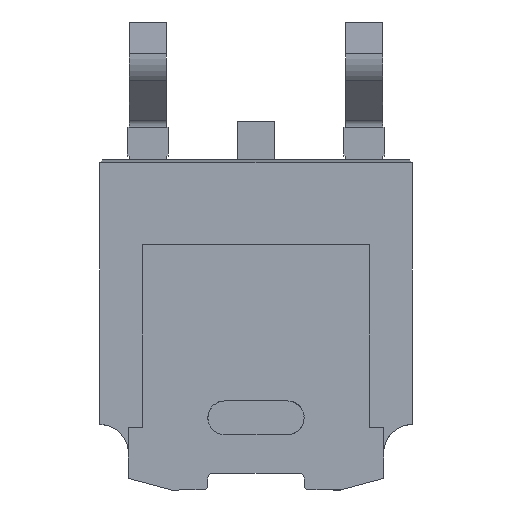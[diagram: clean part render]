
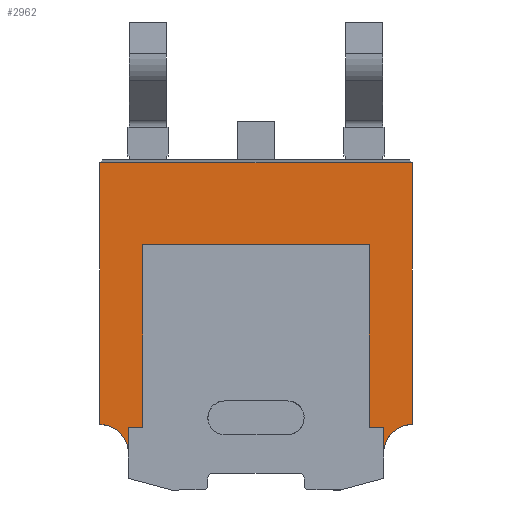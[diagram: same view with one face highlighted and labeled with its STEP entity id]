
A CAD part, front view. The second image highlights one B-rep face of the part: STEP entity #2962.
In plain terms, the highlighted planar face has unit normal (0, -1, 0).
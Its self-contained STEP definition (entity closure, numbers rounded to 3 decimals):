
#14 = CARTESIAN_POINT ( 'NONE',  ( 2.65, 0.23, 0. ) ) ;
#22 = EDGE_CURVE ( 'NONE', #1216, #2750, #3246, .T. ) ;
#42 = LINE ( 'NONE', #4517, #654 ) ;
#67 = CARTESIAN_POINT ( 'NONE',  ( -3.156, 0.23, -3.506 ) ) ;
#110 = CARTESIAN_POINT ( 'NONE',  ( -2.65, 0.23, -4.024 ) ) ;
#132 = CARTESIAN_POINT ( 'NONE',  ( -3.048, 0.23, -3.535 ) ) ;
#154 = PLANE ( 'NONE',  #2118 ) ;
#187 = VERTEX_POINT ( 'NONE', #2316 ) ;
#218 = EDGE_CURVE ( 'NONE', #3802, #2548, #3464, .T. ) ;
#247 = VECTOR ( 'NONE', #1720, 1000. ) ;
#298 = EDGE_CURVE ( 'NONE', #3462, #3802, #3174, .T. ) ;
#484 = CARTESIAN_POINT ( 'NONE',  ( -2.884, 0.23, -3.618 ) ) ;
#488 = CARTESIAN_POINT ( 'NONE',  ( 0., 0.23, -3.562 ) ) ;
#493 = VECTOR ( 'NONE', #705, 1000. ) ;
#502 = EDGE_LOOP ( 'NONE', ( #3839, #3897, #2299, #649, #2851, #1089, #1132, #2536, #1545, #2934, #3026, #3647 ) ) ;
#521 = CARTESIAN_POINT ( 'NONE',  ( 0., 0.23, 1.939 ) ) ;
#539 = VECTOR ( 'NONE', #651, 1000. ) ;
#649 = ORIENTED_EDGE ( 'NONE', *, *, #2961, .T. ) ;
#651 = DIRECTION ( 'NONE',  ( 1., 0., 0. ) ) ;
#654 = VECTOR ( 'NONE', #2790, 1000. ) ;
#662 = B_SPLINE_CURVE_WITH_KNOTS ( 'NONE', 3,
 ( #2597, #4276, #67, #1470, #1560, #132, #3250, #484, #2554, #3541, #2161, #1492, #2863, #1880, #110, #1514 ),
 .UNSPECIFIED., .F., .F.,
 ( 4, 1, 2, 2, 2, 1, 2, 2, 4 ),
 ( 0., 0.125, 0.187, 0.25, 0.5, 0.625, 0.687, 0.75, 1. ),
 .UNSPECIFIED. ) ;
#684 = CARTESIAN_POINT ( 'NONE',  ( 2.722, 0.23, -3.803 ) ) ;
#705 = DIRECTION ( 'NONE',  ( 0., 0., 1. ) ) ;
#822 = LINE ( 'NONE', #521, #1323 ) ;
#835 = CARTESIAN_POINT ( 'NONE',  ( -2.65, 0.23, -3.562 ) ) ;
#880 = VECTOR ( 'NONE', #2209, 1000. ) ;
#919 = CARTESIAN_POINT ( 'NONE',  ( -3.25, 0.23, 1.939 ) ) ;
#936 = EDGE_CURVE ( 'NONE', #3721, #1831, #822, .T. ) ;
#1050 = CARTESIAN_POINT ( 'NONE',  ( 2.65, 0.23, -3.562 ) ) ;
#1065 = VECTOR ( 'NONE', #1459, 1000. ) ;
#1070 = CARTESIAN_POINT ( 'NONE',  ( 2.902, 0.23, -3.608 ) ) ;
#1089 = ORIENTED_EDGE ( 'NONE', *, *, #2078, .T. ) ;
#1132 = ORIENTED_EDGE ( 'NONE', *, *, #1986, .T. ) ;
#1136 = CARTESIAN_POINT ( 'NONE',  ( 0., 0.23, 0. ) ) ;
#1204 = DIRECTION ( 'NONE',  ( 1., 0., 0. ) ) ;
#1208 = LINE ( 'NONE', #3976, #880 ) ;
#1216 = VERTEX_POINT ( 'NONE', #1278 ) ;
#1253 = CARTESIAN_POINT ( 'NONE',  ( 3.25, 0.23, 1.939 ) ) ;
#1271 = EDGE_CURVE ( 'NONE', #1831, #187, #3242, .T. ) ;
#1278 = CARTESIAN_POINT ( 'NONE',  ( -2.65, 0.23, -4.1 ) ) ;
#1323 = VECTOR ( 'NONE', #3983, 1000. ) ;
#1341 = CARTESIAN_POINT ( 'NONE',  ( -2.35, 0.23, -3.562 ) ) ;
#1347 = VERTEX_POINT ( 'NONE', #3687 ) ;
#1392 = CARTESIAN_POINT ( 'NONE',  ( 2.65, 0.23, -4.1 ) ) ;
#1459 = DIRECTION ( 'NONE',  ( 0., 0., 1. ) ) ;
#1470 = CARTESIAN_POINT ( 'NONE',  ( -3.101, 0.23, -3.519 ) ) ;
#1492 = CARTESIAN_POINT ( 'NONE',  ( -2.708, 0.23, -3.841 ) ) ;
#1498 = VECTOR ( 'NONE', #3559, 1000. ) ;
#1513 = VERTEX_POINT ( 'NONE', #3755 ) ;
#1514 = CARTESIAN_POINT ( 'NONE',  ( -2.65, 0.23, -4.1 ) ) ;
#1545 = ORIENTED_EDGE ( 'NONE', *, *, #2767, .T. ) ;
#1560 = CARTESIAN_POINT ( 'NONE',  ( -3.065, 0.23, -3.529 ) ) ;
#1591 = VECTOR ( 'NONE', #1204, 1000. ) ;
#1681 = VERTEX_POINT ( 'NONE', #3235 ) ;
#1720 = DIRECTION ( 'NONE',  ( 0., 0., -1. ) ) ;
#1831 = VERTEX_POINT ( 'NONE', #919 ) ;
#1836 = CARTESIAN_POINT ( 'NONE',  ( -3.25, 0.23, -4.862 ) ) ;
#1846 = CARTESIAN_POINT ( 'NONE',  ( 3.25, 0.23, -4.862 ) ) ;
#1880 = CARTESIAN_POINT ( 'NONE',  ( -2.664, 0.23, -3.95 ) ) ;
#1986 = EDGE_CURVE ( 'NONE', #4478, #1513, #2376, .T. ) ;
#1994 = EDGE_CURVE ( 'NONE', #2548, #1681, #3945, .T. ) ;
#2032 = CARTESIAN_POINT ( 'NONE',  ( 2.35, 0.23, -3.562 ) ) ;
#2078 = EDGE_CURVE ( 'NONE', #2750, #4478, #3611, .T. ) ;
#2118 = AXIS2_PLACEMENT_3D ( 'NONE', #1136, #3583, #3629 ) ;
#2161 = CARTESIAN_POINT ( 'NONE',  ( -2.727, 0.23, -3.805 ) ) ;
#2166 = CARTESIAN_POINT ( 'NONE',  ( 2.655, 0.23, -4.006 ) ) ;
#2209 = DIRECTION ( 'NONE',  ( 0., 0., -1. ) ) ;
#2299 = ORIENTED_EDGE ( 'NONE', *, *, #1271, .T. ) ;
#2316 = CARTESIAN_POINT ( 'NONE',  ( -3.25, 0.23, -3.5 ) ) ;
#2376 = LINE ( 'NONE', #3868, #493 ) ;
#2468 = CARTESIAN_POINT ( 'NONE',  ( 2.65, 0.23, -4.1 ) ) ;
#2475 = EDGE_CURVE ( 'NONE', #1513, #1347, #42, .T. ) ;
#2493 = CARTESIAN_POINT ( 'NONE',  ( 2.855, 0.23, -3.647 ) ) ;
#2536 = ORIENTED_EDGE ( 'NONE', *, *, #2475, .T. ) ;
#2548 = VERTEX_POINT ( 'NONE', #1392 ) ;
#2554 = CARTESIAN_POINT ( 'NONE',  ( -2.797, 0.23, -3.705 ) ) ;
#2597 = CARTESIAN_POINT ( 'NONE',  ( -3.25, 0.23, -3.5 ) ) ;
#2750 = VERTEX_POINT ( 'NONE', #835 ) ;
#2767 = EDGE_CURVE ( 'NONE', #1347, #3462, #1208, .T. ) ;
#2790 = DIRECTION ( 'NONE',  ( 1., 0., 0. ) ) ;
#2792 = CARTESIAN_POINT ( 'NONE',  ( 2.668, 0.23, -3.951 ) ) ;
#2844 = CARTESIAN_POINT ( 'NONE',  ( 3.25, 0.23, -3.5 ) ) ;
#2851 = ORIENTED_EDGE ( 'NONE', *, *, #22, .T. ) ;
#2863 = CARTESIAN_POINT ( 'NONE',  ( -2.699, 0.23, -3.862 ) ) ;
#2934 = ORIENTED_EDGE ( 'NONE', *, *, #298, .T. ) ;
#2961 = EDGE_CURVE ( 'NONE', #187, #1216, #662, .T. ) ;
#2962 = ADVANCED_FACE ( 'NONE', ( #3563 ), #154, .T. ) ;
#3026 = ORIENTED_EDGE ( 'NONE', *, *, #218, .T. ) ;
#3097 = CARTESIAN_POINT ( 'NONE',  ( 2.679, 0.23, -3.915 ) ) ;
#3120 = CARTESIAN_POINT ( 'NONE',  ( 2.685, 0.23, -3.899 ) ) ;
#3174 = LINE ( 'NONE', #4528, #539 ) ;
#3235 = CARTESIAN_POINT ( 'NONE',  ( 3.25, 0.23, -3.5 ) ) ;
#3242 = LINE ( 'NONE', #1836, #3295 ) ;
#3246 = LINE ( 'NONE', #3946, #1498 ) ;
#3250 = CARTESIAN_POINT ( 'NONE',  ( -2.952, 0.23, -3.573 ) ) ;
#3264 = DIRECTION ( 'NONE',  ( 0., 0., -1. ) ) ;
#3295 = VECTOR ( 'NONE', #3264, 1000. ) ;
#3451 = CARTESIAN_POINT ( 'NONE',  ( 2.955, 0.23, -3.577 ) ) ;
#3462 = VERTEX_POINT ( 'NONE', #2032 ) ;
#3464 = LINE ( 'NONE', #14, #247 ) ;
#3541 = CARTESIAN_POINT ( 'NONE',  ( -2.758, 0.23, -3.752 ) ) ;
#3551 = LINE ( 'NONE', #1846, #1065 ) ;
#3559 = DIRECTION ( 'NONE',  ( 0., 0., 1. ) ) ;
#3563 = FACE_OUTER_BOUND ( 'NONE', #502, .T. ) ;
#3583 = DIRECTION ( 'NONE',  ( 0., -1., 0. ) ) ;
#3600 = EDGE_CURVE ( 'NONE', #1681, #3721, #3551, .T. ) ;
#3611 = LINE ( 'NONE', #488, #1591 ) ;
#3629 = DIRECTION ( 'NONE',  ( 0., 0., -1. ) ) ;
#3647 = ORIENTED_EDGE ( 'NONE', *, *, #1994, .T. ) ;
#3687 = CARTESIAN_POINT ( 'NONE',  ( 2.35, 0.23, 0.237 ) ) ;
#3721 = VERTEX_POINT ( 'NONE', #1253 ) ;
#3755 = CARTESIAN_POINT ( 'NONE',  ( -2.35, 0.23, 0.237 ) ) ;
#3801 = CARTESIAN_POINT ( 'NONE',  ( 2.65, 0.23, -4.062 ) ) ;
#3802 = VERTEX_POINT ( 'NONE', #1050 ) ;
#3839 = ORIENTED_EDGE ( 'NONE', *, *, #3600, .T. ) ;
#3847 = CARTESIAN_POINT ( 'NONE',  ( 3.011, 0.23, -3.549 ) ) ;
#3868 = CARTESIAN_POINT ( 'NONE',  ( -2.35, 0.23, 0. ) ) ;
#3889 = CARTESIAN_POINT ( 'NONE',  ( 2.767, 0.23, -3.734 ) ) ;
#3897 = ORIENTED_EDGE ( 'NONE', *, *, #936, .T. ) ;
#3945 = B_SPLINE_CURVE_WITH_KNOTS ( 'NONE', 3,
 ( #2468, #3801, #2166, #2792, #3097, #3120, #684, #3889, #2493, #1070, #3451, #4165, #3847, #4519, #4498, #2844 ),
 .UNSPECIFIED., .F., .F.,
 ( 4, 1, 2, 2, 2, 1, 2, 2, 4 ),
 ( 0., 0.125, 0.187, 0.25, 0.5, 0.625, 0.687, 0.75, 1. ),
 .UNSPECIFIED. ) ;
#3946 = CARTESIAN_POINT ( 'NONE',  ( -2.65, 0.23, 0. ) ) ;
#3976 = CARTESIAN_POINT ( 'NONE',  ( 2.35, 0.23, 0. ) ) ;
#3983 = DIRECTION ( 'NONE',  ( -1., 0., 0. ) ) ;
#4165 = CARTESIAN_POINT ( 'NONE',  ( 2.991, 0.23, -3.559 ) ) ;
#4276 = CARTESIAN_POINT ( 'NONE',  ( -3.212, 0.23, -3.5 ) ) ;
#4478 = VERTEX_POINT ( 'NONE', #1341 ) ;
#4498 = CARTESIAN_POINT ( 'NONE',  ( 3.174, 0.23, -3.5 ) ) ;
#4517 = CARTESIAN_POINT ( 'NONE',  ( 0., 0.23, 0.237 ) ) ;
#4519 = CARTESIAN_POINT ( 'NONE',  ( 3.1, 0.23, -3.514 ) ) ;
#4528 = CARTESIAN_POINT ( 'NONE',  ( 0., 0.23, -3.562 ) ) ;
